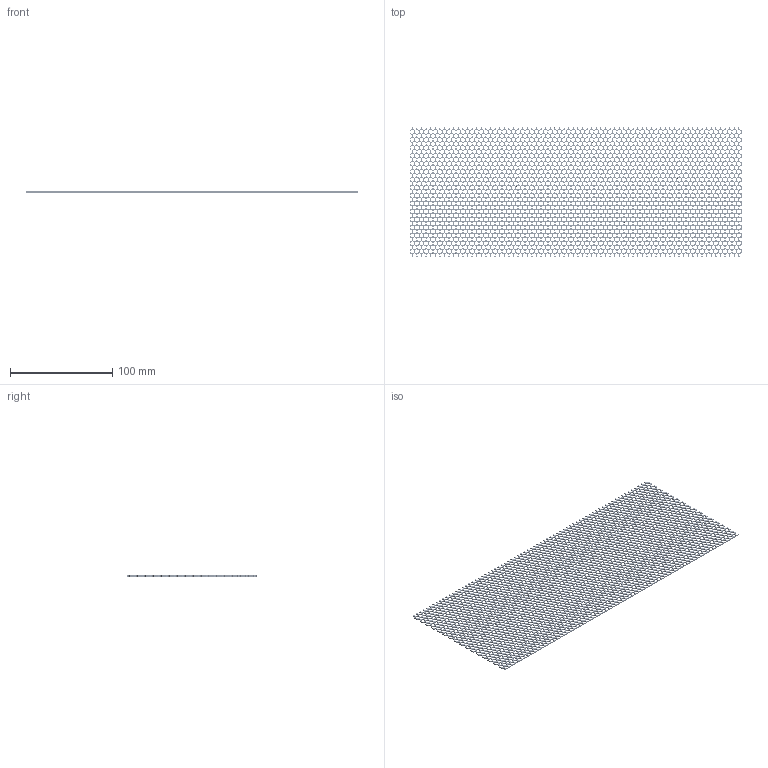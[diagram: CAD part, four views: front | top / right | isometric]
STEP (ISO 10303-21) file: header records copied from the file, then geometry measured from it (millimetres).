
FILE_DESCRIPTION(/* description */ (''),/* implementation_level */ '2;1');
FILE_NAME(/* name */ '86463132_AD M 13063 L.stp',/* time_stamp */ '2014-09-03T16:31:44+02:00',/* author */ ('kotzmaier'),/* organization */ (''),/* preprocessor_version */ 'ST-DEVELOPER v15.2',/* originating_system */ 'Autodesk Inventor 2014',/* authorisation */ '');
FILE_SCHEMA (('AUTOMOTIVE_DESIGN { 1 0 10303 214 3 1 1 }'));
Products named in the file (1): AD_M 13063_L_3D
Bounding box: 324.82 x 128 x 1.2 mm (x, y, z)
Volume: 17604.1 mm3; surface area: 63809.8 mm2
Topology: 1 solids, 1 shells, 2534 faces, 7596 edges, 5064 vertices
Faces by surface type: cylinder 2409, plane 125
Full cylindrical faces by diameter (mm): 3.8 x2288
Entity records: 86131 total; most frequent: DIRECTION 15196, CARTESIAN_POINT 12907, ORIENTED_EDGE 10616, EDGE_LOOP 9398, AXIS2_PLACEMENT_3D 7353, FACE_BOUND 6864, EDGE_CURVE 5308, VERTEX_POINT 5064
